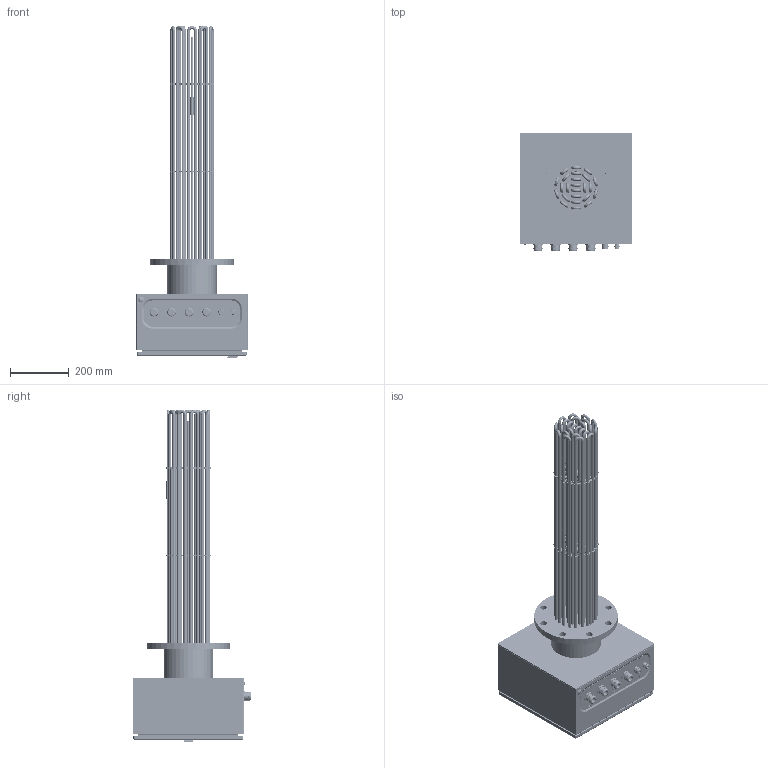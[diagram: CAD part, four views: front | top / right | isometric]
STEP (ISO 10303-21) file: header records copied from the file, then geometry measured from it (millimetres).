
FILE_DESCRIPTION (( 'STEP AP214' ), '1' );
FILE_NAME ('180018 - SSFHK 80 kW DN150 ET 800.STEP', '2021-06-08T08:00:23', ( '' ), ( '' ), 'SwSTEP 2.0', 'SolidWorks 2021', '' );
FILE_SCHEMA (( 'AUTOMOTIVE_DESIGN' ));
Length unit declared in the file: millimetre
Products named in the file (23): KV M20 WT MS^Kabelverschraubung_SSFHK; DECKEL 380^AK 380x380x210_Anschlusskasten_SSFHK; FSR STB^Fühlerschutzrohre_SSFHK; Distanzscheiben^SSFHK_DN150 - 24 RHK; Anschlusskasten^SSFHK_380x380x210; BODY 380^AK 380x380x210_Anschlusskasten_SSFHK; Anschlusskastenplatte^SSFHK_380; KV M16 WT MS^Kabelverschraubung_SSFHK; RHK^Rohrheizkörper_SSFHK_ET 800; WB 10er^Fühlerschutzrohre_SSFHK; KV M32 WT^Kabelverschraubung_SSFHK; 180018 - SSFHK 80 kW DN150 ET 800; VM^SSFHK_DN150 - 24 RHK - 800mm; SCHLOSS 380^AK 380x380x210_Anschlusskasten_SSFHK; BODENDECKEL 380^AK 380x380x210_Anschlusskasten_SSFHK; STB TF^Fühlerschutzrohre_SSFHK_800mm; Kühlstrecke^SSFHK_DN150; Kabelverschraubung^SSFHK_4xM32+M20+M16; Flansch^SSFHK_DN150 - 24 RHK; AK 380x380x210^Anschlusskasten_SSFHK; Rohrheizkörper^SSFHK_DN150 - 24 RHK - 800 mm; Fühlerschutzrohre^SSFHK_DN150 - 800 mm; Messingbrücken^SSFHK_TYP F - DN150 - 24 RHK
Assembly tree (49 placements, depth 4):
  180018 - SSFHK 80 kW DN150 ET 800
    Flansch^SSFHK_DN150 - 24 RHK
    Rohrheizkörper^SSFHK_DN150 - 24 RHK - 800 mm
      RHK^Rohrheizkörper_SSFHK_ET 800  x24
    Distanzscheiben^SSFHK_DN150 - 24 RHK  x2
    Kühlstrecke^SSFHK_DN150
    Anschlusskastenplatte^SSFHK_380
    Fühlerschutzrohre^SSFHK_DN150 - 800 mm
      FSR STB^Fühlerschutzrohre_SSFHK
      STB TF^Fühlerschutzrohre_SSFHK_800mm
      WB 10er^Fühlerschutzrohre_SSFHK
    Anschlusskasten^SSFHK_380x380x210
      AK 380x380x210^Anschlusskasten_SSFHK
        BODY 380^AK 380x380x210_Anschlusskasten_SSFHK
        DECKEL 380^AK 380x380x210_Anschlusskasten_SSFHK
        SCHLOSS 380^AK 380x380x210_Anschlusskasten_SSFHK
        BODENDECKEL 380^AK 380x380x210_Anschlusskasten_SSFHK
    Kabelverschraubung^SSFHK_4xM32+M20+M16
      KV M16 WT MS^Kabelverschraubung_SSFHK
      KV M20 WT MS^Kabelverschraubung_SSFHK
      KV M32 WT^Kabelverschraubung_SSFHK  x4
    Messingbrücken^SSFHK_TYP F - DN150 - 24 RHK
    VM^SSFHK_DN150 - 24 RHK - 800mm
Bounding box: 380 x 405.5 x 1134.1 mm (x, y, z)
Volume: 4096116.1 mm3; surface area: 4216978.9 mm2
Topology: 65 solids, 65 shells, 4471 faces, 12099 edges, 7836 vertices
Faces by surface type: cylinder 2924, plane 1070, torus 206, cone 184, bspline 87
Entity records: 103459 total; most frequent: CARTESIAN_POINT 21218, DIRECTION 15756, ORIENTED_EDGE 14424, EDGE_CURVE 7212, AXIS2_PLACEMENT_3D 6280, VERTEX_POINT 4688, CIRCLE 3620, EDGE_LOOP 3372
